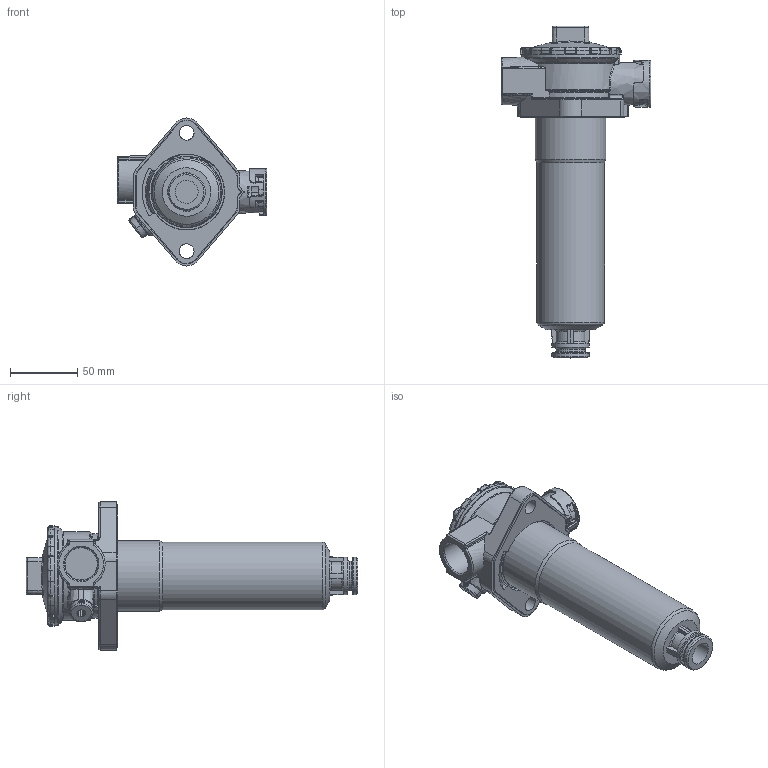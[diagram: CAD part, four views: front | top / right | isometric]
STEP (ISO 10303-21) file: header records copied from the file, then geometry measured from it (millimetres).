
FILE_DESCRIPTION((''),'2;1');
FILE_NAME('Ruecklauffilter14993500(236922).stp','2013-04-12T15:49:29',('User'),('SDRC'),'I-DEAS Master Series 9','UNIX','Yes');
FILE_SCHEMA(('AUTOMOTIVE_DESIGN { 1 0 10303 214 1 1 1 1 }'));
Length unit declared in the file: millimetre
Products named in the file (1): 14993500(236922)
Bounding box: 111.01 x 246.7 x 110 mm (x, y, z)
Volume: 568726.1 mm3; surface area: 80711.7 mm2
Topology: 3 solids, 4 shells, 905 faces, 2320 edges, 1412 vertices
Faces by surface type: bspline 905
Entity records: 33261 total; most frequent: CARTESIAN_POINT 20521, ORIENTED_EDGE 4530, EDGE_CURVE 2265, VERTEX_POINT 1394, B_SPLINE_CURVE_WITH_KNOTS 1209, EDGE_LOOP 939, FACE_OUTER_BOUND 904, ADVANCED_FACE 904
